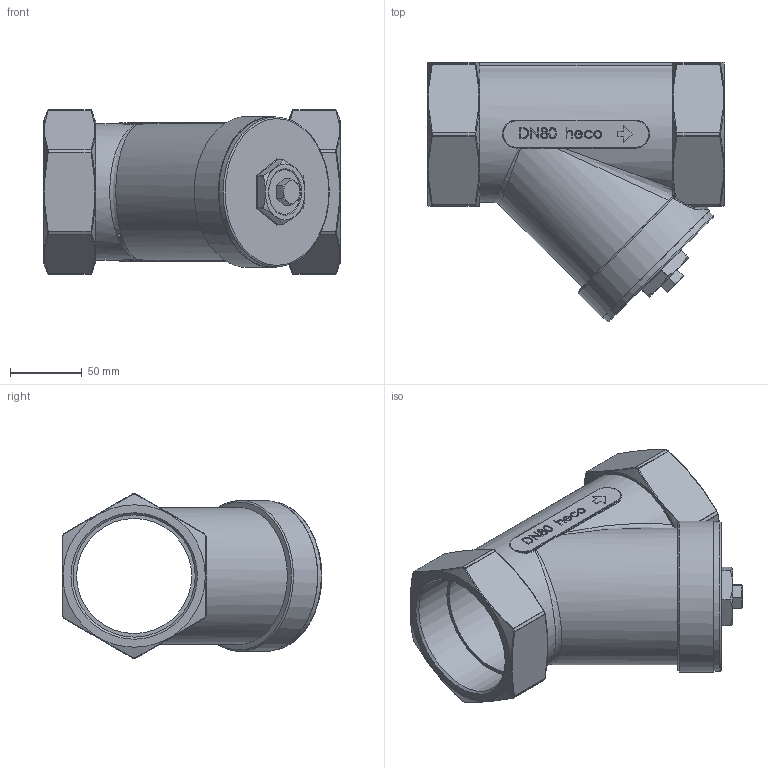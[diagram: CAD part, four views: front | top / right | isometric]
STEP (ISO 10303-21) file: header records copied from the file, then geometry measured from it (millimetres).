
FILE_DESCRIPTION (( 'STEP AP214' ), '1' );
FILE_NAME ('SF-300-000-4 Schmutzfänger heco step214.STEP', '2014-01-02T12:34:03', ( 'test' ), ( '' ), 'SwSTEP 2.0', 'SolidWorks 2011', '' );
FILE_SCHEMA (( 'AUTOMOTIVE_DESIGN' ));
Length unit declared in the file: millimetre
Products named in the file (1): SF-300-000-4 Schmutzfänger heco step214
Bounding box: 206 x 180.4 x 114 mm (x, y, z)
Volume: 1099124.1 mm3; surface area: 151138.1 mm2
Topology: 1 solids, 1 shells, 652 faces, 1603 edges, 981 vertices
Faces by surface type: bspline 269, plane 205, cylinder 79, sphere 44, torus 33, cone 22
Full cylindrical faces by diameter (mm): 31 x1, 80 x1, 84.926 x2, 104 x1, 105 x1
Entity records: 40040 total; most frequent: CARTESIAN_POINT 19596, ORIENTED_EDGE 3120, DIRECTION 2037, EDGE_CURVE 1560, VERTEX_POINT 974, EDGE_LOOP 716, AXIS2_PLACEMENT_3D 686, VECTOR 665
